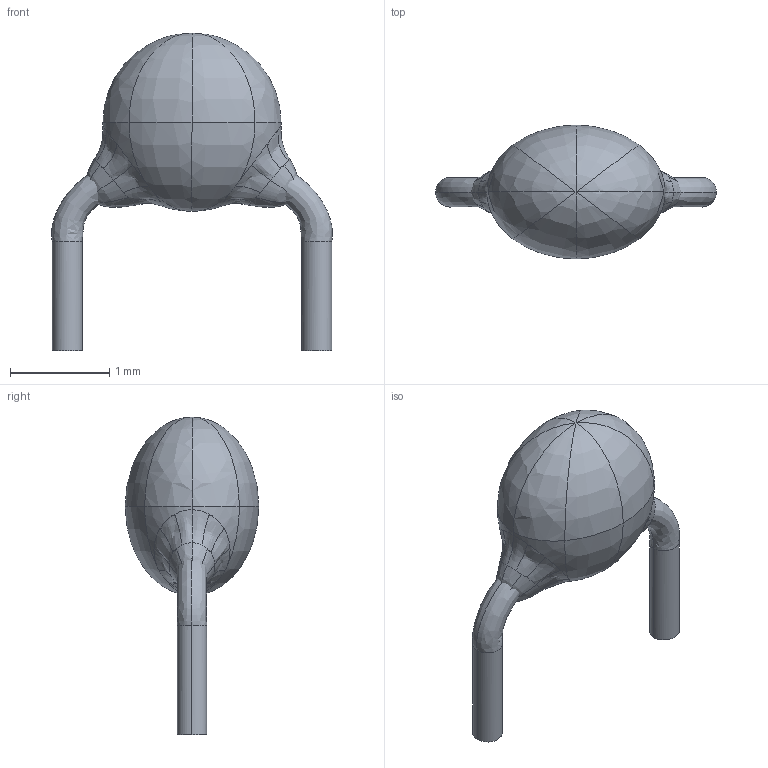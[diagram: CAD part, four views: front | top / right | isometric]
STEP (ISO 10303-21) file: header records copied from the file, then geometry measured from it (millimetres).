
FILE_DESCRIPTION(('FreeCAD Model'),'2;1');
FILE_NAME( 'ceramic_capacitor_P2.5.step', '2019-01-18T08:17:56',('Author'),(''), 'Open CASCADE STEP processor 7.2','FreeCAD','Unknown');
FILE_SCHEMA(('AUTOMOTIVE_DESIGN_CC2 { 1 2 10303 214 -1 1 5 4 }'));
Length unit declared in the file: millimetre
Products named in the file (3): body; leg1; leg2
Bounding box: 2.83 x 1.34 x 3.2 mm (x, y, z)
Volume: 2.7 mm3; surface area: 13.5 mm2
Topology: 3 solids, 3 shells, 72 faces, 202 edges, 104 vertices
Faces by surface type: bspline 68, plane 4
Entity records: 8776 total; most frequent: CARTESIAN_POINT 7359, ORIENTED_EDGE 340, DIRECTION 182, EDGE_CURVE 170, VERTEX_POINT 104, AXIS2_PLACEMENT_3D 89, B_SPLINE_CURVE_WITH_KNOTS 82, ELLIPSE 80
